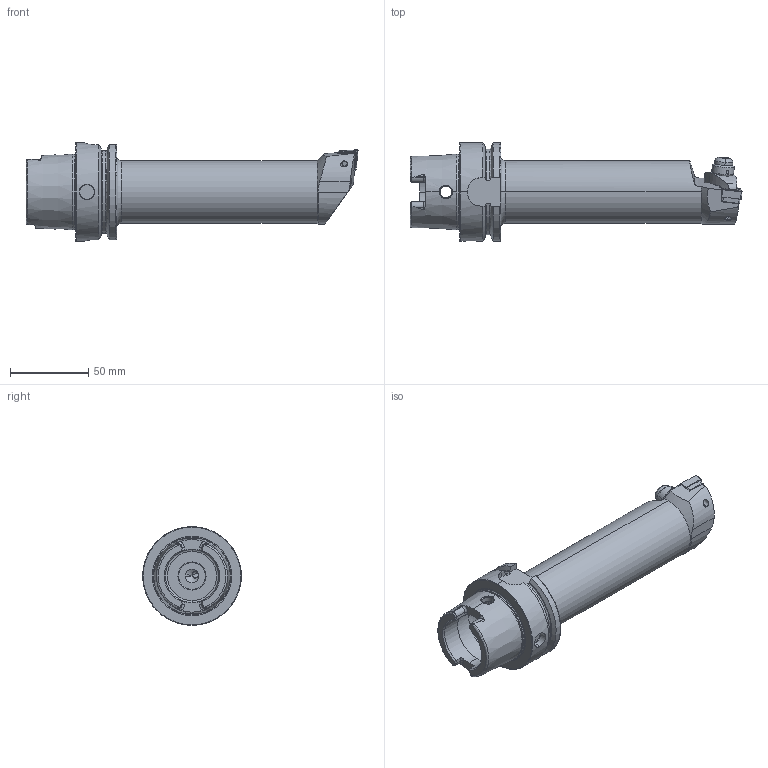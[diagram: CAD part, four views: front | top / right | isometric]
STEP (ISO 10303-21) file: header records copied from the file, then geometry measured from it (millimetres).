
FILE_DESCRIPTION (( 'STEP AP203' ), '1' );
FILE_NAME ('HA6-BCD.LLC.180.STEP', '2015-02-27T13:35:52', ( 'SwiAdmin' ), ( '' ), 'SwSTEP 2.0', 'SolidWorks 2012', '' );
FILE_SCHEMA (( 'CONFIG_CONTROL_DESIGN' ));
Length unit declared in the file: millimetre
Products named in the file (11): KVT_MB_600_050; WCC-ER5.102.005_A; CNMG120404; WCD-ER2.101.003_A; WCC-ER3.102.024_C; WCC-ER5.102.012_B; WCC-ER4.103.032_A; ISO 13337 - 3 x 12_PreviewCfg; WCC-ER2.001.010_A; HA6-BCD.LLC.180_A; HA6-BCD.LLC.180
Assembly tree (10 placements, depth 2):
  HA6-BCD.LLC.180
    HA6-BCD.LLC.180_A
    WCC-ER2.001.010_A
    ISO 13337 - 3 x 12_PreviewCfg
    WCC-ER4.103.032_A
    WCC-ER5.102.012_B
    WCC-ER3.102.024_C
    WCD-ER2.101.003_A
    CNMG120404
    WCC-ER5.102.005_A
    KVT_MB_600_050
Bounding box: 211.9 x 63 x 63 mm (x, y, z)
Volume: 254282.1 mm3; surface area: 49504.3 mm2
Topology: 11 solids, 11 shells, 463 faces, 1154 edges, 704 vertices
Faces by surface type: cylinder 153, plane 123, cone 109, torus 60, bspline 16, sphere 2
Entity records: 16864 total; most frequent: CARTESIAN_POINT 4960, ORIENTED_EDGE 2270, DIRECTION 2256, EDGE_CURVE 1135, AXIS2_PLACEMENT_3D 907, VERTEX_POINT 701, EDGE_LOOP 496, FACE_OUTER_BOUND 463
